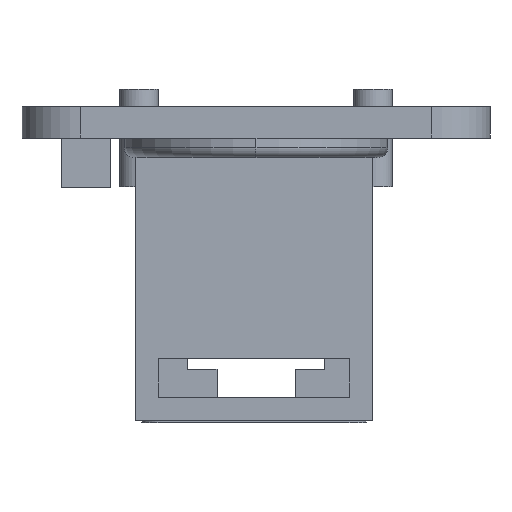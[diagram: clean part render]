
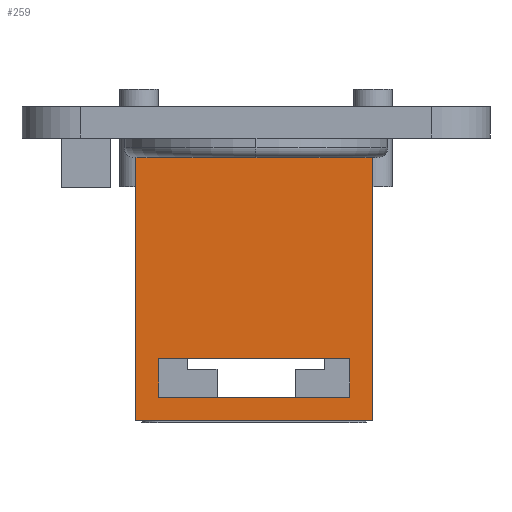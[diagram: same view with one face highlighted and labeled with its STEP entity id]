
A CAD part, left-side view. The second image highlights one B-rep face of the part: STEP entity #259.
In plain terms, the highlighted planar face has unit normal (-1, 0, 0).
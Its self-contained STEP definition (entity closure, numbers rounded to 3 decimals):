
#147 = ORIENTED_EDGE ( 'NONE', *, *, #4855, .F. ) ;
#167 = AXIS2_PLACEMENT_3D ( 'NONE', #6287, #3220, #213 ) ;
#194 = CARTESIAN_POINT ( 'NONE',  ( 14.46, -4.8, -14.1 ) ) ;
#213 = DIRECTION ( 'NONE',  ( 0., 0., 1. ) ) ;
#220 = CARTESIAN_POINT ( 'NONE',  ( 14.46, -6., -0.8 ) ) ;
#243 = VECTOR ( 'NONE', #502, 1000. ) ;
#256 = ORIENTED_EDGE ( 'NONE', *, *, #5155, .F. ) ;
#259 = ADVANCED_FACE ( 'NONE', ( #3045, #361 ), #688, .T. ) ;
#270 = VECTOR ( 'NONE', #5626, 1000. ) ;
#273 = CARTESIAN_POINT ( 'NONE',  ( 14.46, 5., -14.1 ) ) ;
#312 = CARTESIAN_POINT ( 'NONE',  ( 14.46, 5., -1.8 ) ) ;
#316 = ORIENTED_EDGE ( 'NONE', *, *, #2117, .F. ) ;
#361 = FACE_OUTER_BOUND ( 'NONE', #6578, .T. ) ;
#403 = CARTESIAN_POINT ( 'NONE',  ( 14.46, 5., -12.1 ) ) ;
#484 = LINE ( 'NONE', #5493, #5725 ) ;
#502 = DIRECTION ( 'NONE',  ( 0., 0., 1. ) ) ;
#575 = DIRECTION ( 'NONE',  ( 0., -1., 0. ) ) ;
#648 = EDGE_CURVE ( 'NONE', #3152, #4748, #5128, .T. ) ;
#688 = PLANE ( 'NONE',  #167 ) ;
#851 = EDGE_CURVE ( 'NONE', #3205, #1949, #484, .T. ) ;
#920 = ORIENTED_EDGE ( 'NONE', *, *, #3621, .T. ) ;
#937 = VERTEX_POINT ( 'NONE', #6038 ) ;
#992 = CARTESIAN_POINT ( 'NONE',  ( 14.46, 5., -1.8 ) ) ;
#1062 = VECTOR ( 'NONE', #1314, 1000. ) ;
#1111 = VERTEX_POINT ( 'NONE', #2559 ) ;
#1195 = VECTOR ( 'NONE', #3966, 1000. ) ;
#1209 = CARTESIAN_POINT ( 'NONE',  ( 14.46, 6.2, -0.8 ) ) ;
#1290 = LINE ( 'NONE', #3868, #6387 ) ;
#1314 = DIRECTION ( 'NONE',  ( 0., -1., 0. ) ) ;
#1399 = LINE ( 'NONE', #2421, #5867 ) ;
#1604 = LINE ( 'NONE', #2040, #270 ) ;
#1610 = CARTESIAN_POINT ( 'NONE',  ( 14.46, 6.2, -15.3 ) ) ;
#1623 = CARTESIAN_POINT ( 'NONE',  ( 14.46, -5., -1.8 ) ) ;
#1641 = VERTEX_POINT ( 'NONE', #273 ) ;
#1696 = DIRECTION ( 'NONE',  ( 0., -1., 0. ) ) ;
#1725 = DIRECTION ( 'NONE',  ( 0., 0., -1. ) ) ;
#1785 = CARTESIAN_POINT ( 'NONE',  ( 14.46, -6., -15.3 ) ) ;
#1815 = ORIENTED_EDGE ( 'NONE', *, *, #851, .F. ) ;
#1858 = DIRECTION ( 'NONE',  ( 0., -1., 0. ) ) ;
#1949 = VERTEX_POINT ( 'NONE', #2068 ) ;
#2040 = CARTESIAN_POINT ( 'NONE',  ( 14.46, 6.2, -0.8 ) ) ;
#2045 = VERTEX_POINT ( 'NONE', #5196 ) ;
#2064 = CARTESIAN_POINT ( 'NONE',  ( 14.46, 6.2, -15.3 ) ) ;
#2068 = CARTESIAN_POINT ( 'NONE',  ( 14.46, -4.8, -12.1 ) ) ;
#2117 = EDGE_CURVE ( 'NONE', #1111, #6261, #4788, .T. ) ;
#2421 = CARTESIAN_POINT ( 'NONE',  ( 14.46, 5., -0.8 ) ) ;
#2437 = CARTESIAN_POINT ( 'NONE',  ( 14.46, 5., -14.1 ) ) ;
#2535 = CARTESIAN_POINT ( 'NONE',  ( 14.46, -5., -1.8 ) ) ;
#2559 = CARTESIAN_POINT ( 'NONE',  ( 14.46, -6., -0.8 ) ) ;
#2572 = CARTESIAN_POINT ( 'NONE',  ( 14.46, -4.8, -14.1 ) ) ;
#2658 = VERTEX_POINT ( 'NONE', #403 ) ;
#2690 = EDGE_CURVE ( 'NONE', #2658, #1641, #6446, .T. ) ;
#2749 = ORIENTED_EDGE ( 'NONE', *, *, #5440, .F. ) ;
#3045 = FACE_BOUND ( 'NONE', #4460, .T. ) ;
#3079 = CARTESIAN_POINT ( 'NONE',  ( 14.46, -4.8, -12.1 ) ) ;
#3152 = VERTEX_POINT ( 'NONE', #992 ) ;
#3205 = VERTEX_POINT ( 'NONE', #2572 ) ;
#3206 = CARTESIAN_POINT ( 'NONE',  ( 14.46, 6.2, -0.8 ) ) ;
#3217 = EDGE_CURVE ( 'NONE', #4742, #6261, #5430, .T. ) ;
#3220 = DIRECTION ( 'NONE',  ( -1., 0., 0. ) ) ;
#3326 = ORIENTED_EDGE ( 'NONE', *, *, #3217, .T. ) ;
#3416 = VECTOR ( 'NONE', #1725, 1000. ) ;
#3621 = EDGE_CURVE ( 'NONE', #3754, #4742, #1604, .T. ) ;
#3674 = EDGE_CURVE ( 'NONE', #1949, #2658, #5129, .T. ) ;
#3754 = VERTEX_POINT ( 'NONE', #3206 ) ;
#3756 = ORIENTED_EDGE ( 'NONE', *, *, #5677, .F. ) ;
#3868 = CARTESIAN_POINT ( 'NONE',  ( 14.46, 6.2, -0.8 ) ) ;
#3934 = DIRECTION ( 'NONE',  ( 0., 0., 1. ) ) ;
#3966 = DIRECTION ( 'NONE',  ( 0., 0., -1. ) ) ;
#4012 = ORIENTED_EDGE ( 'NONE', *, *, #4706, .F. ) ;
#4038 = VECTOR ( 'NONE', #575, 1000. ) ;
#4230 = VECTOR ( 'NONE', #1696, 1000. ) ;
#4460 = EDGE_LOOP ( 'NONE', ( #1815, #2749, #4701, #5424 ) ) ;
#4701 = ORIENTED_EDGE ( 'NONE', *, *, #2690, .F. ) ;
#4706 = EDGE_CURVE ( 'NONE', #4748, #2045, #5654, .T. ) ;
#4742 = VERTEX_POINT ( 'NONE', #1610 ) ;
#4748 = VERTEX_POINT ( 'NONE', #1623 ) ;
#4788 = LINE ( 'NONE', #220, #3416 ) ;
#4821 = VECTOR ( 'NONE', #5828, 1000. ) ;
#4855 = EDGE_CURVE ( 'NONE', #3754, #937, #6179, .T. ) ;
#5013 = DIRECTION ( 'NONE',  ( 0., 0., -1. ) ) ;
#5128 = LINE ( 'NONE', #312, #1062 ) ;
#5129 = LINE ( 'NONE', #3079, #6310 ) ;
#5155 = EDGE_CURVE ( 'NONE', #937, #3152, #1399, .T. ) ;
#5196 = CARTESIAN_POINT ( 'NONE',  ( 14.46, -5., -0.8 ) ) ;
#5424 = ORIENTED_EDGE ( 'NONE', *, *, #3674, .F. ) ;
#5430 = LINE ( 'NONE', #2064, #4038 ) ;
#5440 = EDGE_CURVE ( 'NONE', #1641, #3205, #5624, .T. ) ;
#5493 = CARTESIAN_POINT ( 'NONE',  ( 14.46, -4.8, -14.1 ) ) ;
#5624 = LINE ( 'NONE', #194, #4230 ) ;
#5626 = DIRECTION ( 'NONE',  ( 0., 0., -1. ) ) ;
#5644 = DIRECTION ( 'NONE',  ( 0., 1., 0. ) ) ;
#5654 = LINE ( 'NONE', #2535, #243 ) ;
#5677 = EDGE_CURVE ( 'NONE', #2045, #1111, #1290, .T. ) ;
#5725 = VECTOR ( 'NONE', #3934, 1000. ) ;
#5828 = DIRECTION ( 'NONE',  ( 0., -1., 0. ) ) ;
#5867 = VECTOR ( 'NONE', #5013, 1000. ) ;
#6038 = CARTESIAN_POINT ( 'NONE',  ( 14.46, 5., -0.8 ) ) ;
#6179 = LINE ( 'NONE', #1209, #4821 ) ;
#6223 = ORIENTED_EDGE ( 'NONE', *, *, #648, .F. ) ;
#6261 = VERTEX_POINT ( 'NONE', #1785 ) ;
#6287 = CARTESIAN_POINT ( 'NONE',  ( 14.46, 6.2, -0.8 ) ) ;
#6310 = VECTOR ( 'NONE', #5644, 1000. ) ;
#6387 = VECTOR ( 'NONE', #1858, 1000. ) ;
#6446 = LINE ( 'NONE', #2437, #1195 ) ;
#6578 = EDGE_LOOP ( 'NONE', ( #4012, #6223, #256, #147, #920, #3326, #316, #3756 ) ) ;
